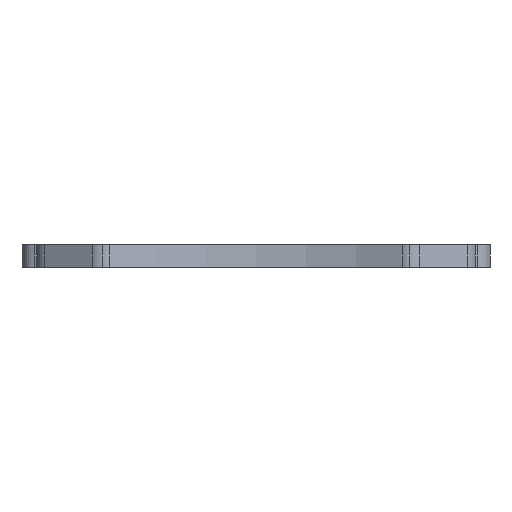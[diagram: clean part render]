
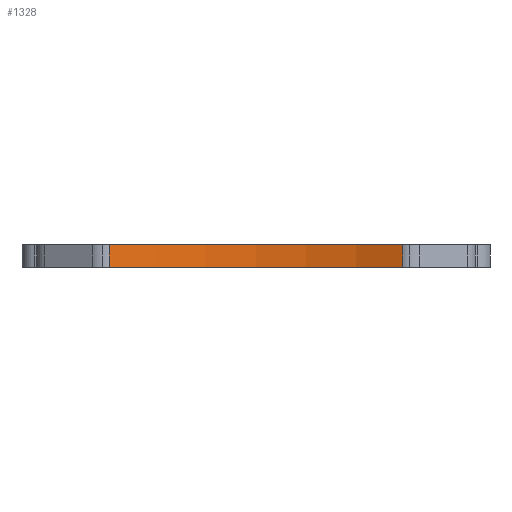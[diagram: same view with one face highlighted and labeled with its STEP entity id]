
A CAD part, left-side view. The second image highlights one B-rep face of the part: STEP entity #1328.
In plain terms, the highlighted cylindrical face has radius 60 mm (diameter 120 mm), a partial arc.
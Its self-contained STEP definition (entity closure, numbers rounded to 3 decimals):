
#8 = DIRECTION ( 'NONE',  ( 1., 0., 0. ) ) ;
#24 = CYLINDRICAL_SURFACE ( 'NONE', #830, 60. ) ;
#44 = VERTEX_POINT ( 'NONE', #735 ) ;
#61 = AXIS2_PLACEMENT_3D ( 'NONE', #131, #116, #534 ) ;
#79 = VERTEX_POINT ( 'NONE', #124 ) ;
#87 = LINE ( 'NONE', #505, #254 ) ;
#116 = DIRECTION ( 'NONE',  ( 0., 0., -1. ) ) ;
#124 = CARTESIAN_POINT ( 'NONE',  ( -0.515, -25.556, 4. ) ) ;
#130 = AXIS2_PLACEMENT_3D ( 'NONE', #349, #943, #8 ) ;
#131 = CARTESIAN_POINT ( 'NONE',  ( -54.8, 0., 0. ) ) ;
#157 = CARTESIAN_POINT ( 'NONE',  ( -0.515, 25.556, 0. ) ) ;
#254 = VECTOR ( 'NONE', #1033, 1000. ) ;
#293 = EDGE_CURVE ( 'NONE', #79, #870, #494, .T. ) ;
#333 = DIRECTION ( 'NONE',  ( 0., 0., -1. ) ) ;
#349 = CARTESIAN_POINT ( 'NONE',  ( -54.8, 0., 4. ) ) ;
#408 = CIRCLE ( 'NONE', #61, 60. ) ;
#440 = CARTESIAN_POINT ( 'NONE',  ( -54.8, 0., 4. ) ) ;
#475 = VECTOR ( 'NONE', #1018, 1000. ) ;
#494 = LINE ( 'NONE', #713, #475 ) ;
#505 = CARTESIAN_POINT ( 'NONE',  ( -0.515, 25.556, 4. ) ) ;
#533 = EDGE_CURVE ( 'NONE', #653, #870, #408, .T. ) ;
#534 = DIRECTION ( 'NONE',  ( 1., 0., 0. ) ) ;
#546 = FACE_OUTER_BOUND ( 'NONE', #590, .T. ) ;
#590 = EDGE_LOOP ( 'NONE', ( #922, #1110, #593, #925 ) ) ;
#593 = ORIENTED_EDGE ( 'NONE', *, *, #938, .F. ) ;
#653 = VERTEX_POINT ( 'NONE', #157 ) ;
#713 = CARTESIAN_POINT ( 'NONE',  ( -0.515, -25.556, 4. ) ) ;
#735 = CARTESIAN_POINT ( 'NONE',  ( -0.515, 25.556, 4. ) ) ;
#758 = DIRECTION ( 'NONE',  ( -1., 0., 0. ) ) ;
#771 = CARTESIAN_POINT ( 'NONE',  ( -0.515, -25.556, 0. ) ) ;
#830 = AXIS2_PLACEMENT_3D ( 'NONE', #440, #333, #758 ) ;
#870 = VERTEX_POINT ( 'NONE', #771 ) ;
#922 = ORIENTED_EDGE ( 'NONE', *, *, #533, .T. ) ;
#925 = ORIENTED_EDGE ( 'NONE', *, *, #1176, .T. ) ;
#938 = EDGE_CURVE ( 'NONE', #44, #79, #1199, .T. ) ;
#943 = DIRECTION ( 'NONE',  ( 0., 0., -1. ) ) ;
#1018 = DIRECTION ( 'NONE',  ( 0., 0., -1. ) ) ;
#1033 = DIRECTION ( 'NONE',  ( 0., 0., -1. ) ) ;
#1110 = ORIENTED_EDGE ( 'NONE', *, *, #293, .F. ) ;
#1176 = EDGE_CURVE ( 'NONE', #44, #653, #87, .T. ) ;
#1199 = CIRCLE ( 'NONE', #130, 60. ) ;
#1328 = ADVANCED_FACE ( 'NONE', ( #546 ), #24, .F. ) ;
